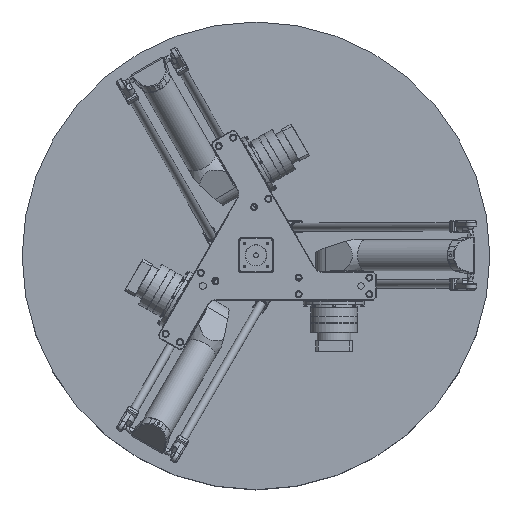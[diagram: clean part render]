
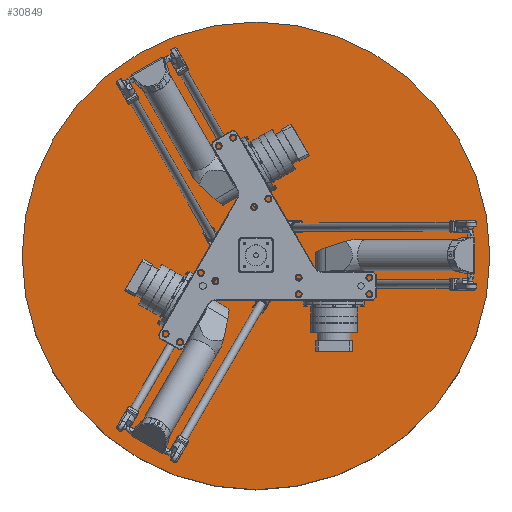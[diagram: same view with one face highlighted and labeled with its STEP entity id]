
A CAD part, top view. The second image highlights one B-rep face of the part: STEP entity #30849.
In plain terms, the highlighted face is planar.
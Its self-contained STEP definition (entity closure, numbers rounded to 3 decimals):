
#2058=PLANE('',#34071);
#4218=FACE_OUTER_BOUND('',#6302,.T.);
#6302=EDGE_LOOP('',(#27429));
#12518=CIRCLE('',#34069,450.);
#15160=VERTEX_POINT('',#62253);
#19264=EDGE_CURVE('',#15160,#15160,#12518,.T.);
#27429=ORIENTED_EDGE('',*,*,#19264,.T.);
#30849=ADVANCED_FACE('',(#4218),#2058,.T.);
#34069=AXIS2_PLACEMENT_3D('',#62254,#42106,#42107);
#34071=AXIS2_PLACEMENT_3D('',#62258,#42111,#42112);
#42106=DIRECTION('center_axis',(0.,1.,0.));
#42107=DIRECTION('ref_axis',(-1.,0.,0.));
#42111=DIRECTION('center_axis',(0.,1.,0.));
#42112=DIRECTION('ref_axis',(0.,0.,1.));
#62253=CARTESIAN_POINT('',(450.,350.,0.));
#62254=CARTESIAN_POINT('Origin',(0.,350.,0.));
#62258=CARTESIAN_POINT('Origin',(-225.,350.,0.));
